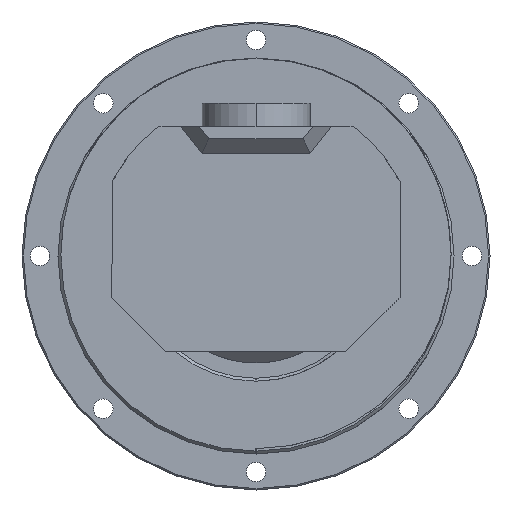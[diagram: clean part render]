
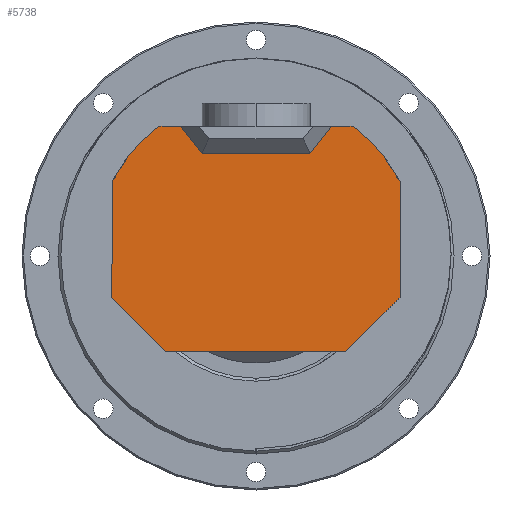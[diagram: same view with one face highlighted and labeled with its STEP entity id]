
A CAD part, left-side view. The second image highlights one B-rep face of the part: STEP entity #5738.
In plain terms, the highlighted planar face has unit normal (-1, 0, 0).
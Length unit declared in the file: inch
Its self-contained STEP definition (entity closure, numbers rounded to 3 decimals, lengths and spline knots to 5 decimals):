
#49 = CARTESIAN_POINT ( 'NONE',  ( -1.35018, -0.975, 0.56125 ) ) ;
#56 = CARTESIAN_POINT ( 'NONE',  ( -1.35018, -0.52456, 0.90066 ) ) ;
#70 = LINE ( 'NONE', #6111, #4720 ) ;
#96 = CARTESIAN_POINT ( 'NONE',  ( -1.35018, -1., -0.29039 ) ) ;
#104 = LINE ( 'NONE', #773, #5511 ) ;
#113 = DIRECTION ( 'NONE',  ( 0., -0.707, 0.707 ) ) ;
#122 = VECTOR ( 'NONE', #3554, 39.37008 ) ;
#287 = CARTESIAN_POINT ( 'NONE',  ( -1.35018, 0.375, 0.71316 ) ) ;
#415 = VERTEX_POINT ( 'NONE', #2632 ) ;
#449 = VERTEX_POINT ( 'NONE', #3098 ) ;
#528 = ORIENTED_EDGE ( 'NONE', *, *, #7260, .T. ) ;
#648 = VECTOR ( 'NONE', #6481, 39.37008 ) ;
#703 = LINE ( 'NONE', #1257, #1998 ) ;
#773 = CARTESIAN_POINT ( 'NONE',  ( -1.35018, 0.625, -0.66539 ) ) ;
#796 = ORIENTED_EDGE ( 'NONE', *, *, #1081, .T. ) ;
#824 = CARTESIAN_POINT ( 'NONE',  ( -1.35018, 0., 0. ) ) ;
#855 = ORIENTED_EDGE ( 'NONE', *, *, #6404, .T. ) ;
#922 = ORIENTED_EDGE ( 'NONE', *, *, #3055, .T. ) ;
#984 = ORIENTED_EDGE ( 'NONE', *, *, #3663, .T. ) ;
#1033 = VERTEX_POINT ( 'NONE', #2680 ) ;
#1081 = EDGE_CURVE ( 'NONE', #1910, #3509, #6941, .T. ) ;
#1087 = CARTESIAN_POINT ( 'NONE',  ( -1.35018, -1., -0.29039 ) ) ;
#1186 = CARTESIAN_POINT ( 'NONE',  ( -1.35018, -0.625, -0.66539 ) ) ;
#1257 = CARTESIAN_POINT ( 'NONE',  ( -1.35018, -1., 0.51539 ) ) ;
#1333 = LINE ( 'NONE', #2424, #3391 ) ;
#1431 = CIRCLE ( 'NONE', #6494, 1.125 ) ;
#1445 = ORIENTED_EDGE ( 'NONE', *, *, #6023, .T. ) ;
#1449 = EDGE_CURVE ( 'NONE', #3509, #2304, #5037, .T. ) ;
#1459 = VERTEX_POINT ( 'NONE', #7358 ) ;
#1646 = CARTESIAN_POINT ( 'NONE',  ( -1.35018, -0.52456, 0.90066 ) ) ;
#1651 = VECTOR ( 'NONE', #113, 39.37008 ) ;
#1697 = LINE ( 'NONE', #1087, #122 ) ;
#1732 = VECTOR ( 'NONE', #3271, 39.37008 ) ;
#1840 = CARTESIAN_POINT ( 'NONE',  ( -1.35018, -0.975, 0.54494 ) ) ;
#1864 = AXIS2_PLACEMENT_3D ( 'NONE', #5592, #2725, #3310 ) ;
#1910 = VERTEX_POINT ( 'NONE', #5150 ) ;
#1963 = ORIENTED_EDGE ( 'NONE', *, *, #4426, .T. ) ;
#1998 = VECTOR ( 'NONE', #4234, 39.37008 ) ;
#2041 = LINE ( 'NONE', #3201, #4322 ) ;
#2060 = EDGE_CURVE ( 'NONE', #5627, #449, #1697, .T. ) ;
#2119 = LINE ( 'NONE', #6289, #7556 ) ;
#2123 = FACE_OUTER_BOUND ( 'NONE', #3775, .T. ) ;
#2156 = VERTEX_POINT ( 'NONE', #2280 ) ;
#2182 = CARTESIAN_POINT ( 'NONE',  ( -1.35018, -0.375, 0.71316 ) ) ;
#2279 = ORIENTED_EDGE ( 'NONE', *, *, #2390, .T. ) ;
#2280 = CARTESIAN_POINT ( 'NONE',  ( -1.35018, -0.67412, 0.90066 ) ) ;
#2283 = LINE ( 'NONE', #7004, #6412 ) ;
#2304 = VERTEX_POINT ( 'NONE', #3282 ) ;
#2354 = DIRECTION ( 'NONE',  ( 0., 0.624, 0.782 ) ) ;
#2390 = EDGE_CURVE ( 'NONE', #415, #5192, #2119, .T. ) ;
#2401 = ORIENTED_EDGE ( 'NONE', *, *, #4261, .T. ) ;
#2424 = CARTESIAN_POINT ( 'NONE',  ( -1.35018, 0.375, 0.71316 ) ) ;
#2485 = DIRECTION ( 'NONE',  ( 0., 0., -1. ) ) ;
#2622 = DIRECTION ( 'NONE',  ( 1., 0., 0. ) ) ;
#2632 = CARTESIAN_POINT ( 'NONE',  ( -1.35018, 0.975, 0.56125 ) ) ;
#2666 = EDGE_CURVE ( 'NONE', #415, #1459, #1431, .T. ) ;
#2680 = CARTESIAN_POINT ( 'NONE',  ( -1.35018, -0.625, -0.66539 ) ) ;
#2718 = ORIENTED_EDGE ( 'NONE', *, *, #1449, .T. ) ;
#2722 = LINE ( 'NONE', #6002, #648 ) ;
#2725 = DIRECTION ( 'NONE',  ( 1., 0., 0. ) ) ;
#2837 = CARTESIAN_POINT ( 'NONE',  ( -1.35018, 1., 0.51539 ) ) ;
#3055 = EDGE_CURVE ( 'NONE', #2304, #1033, #104, .T. ) ;
#3098 = CARTESIAN_POINT ( 'NONE',  ( -1.35018, -1., 0.51539 ) ) ;
#3201 = CARTESIAN_POINT ( 'NONE',  ( -1.35018, -0.375, 0.71316 ) ) ;
#3207 = PLANE ( 'NONE',  #4501 ) ;
#3271 = DIRECTION ( 'NONE',  ( 0., 0., -1. ) ) ;
#3282 = CARTESIAN_POINT ( 'NONE',  ( -1.35018, 0.625, -0.66539 ) ) ;
#3289 = EDGE_CURVE ( 'NONE', #7288, #6705, #2283, .T. ) ;
#3310 = DIRECTION ( 'NONE',  ( 0., 0., -1. ) ) ;
#3391 = VECTOR ( 'NONE', #4203, 39.37008 ) ;
#3509 = VERTEX_POINT ( 'NONE', #3940 ) ;
#3551 = LINE ( 'NONE', #6998, #4214 ) ;
#3554 = DIRECTION ( 'NONE',  ( 0., 0., 1. ) ) ;
#3663 = EDGE_CURVE ( 'NONE', #6705, #1459, #3551, .T. ) ;
#3775 = EDGE_LOOP ( 'NONE', ( #2279, #1963, #796, #2718, #922, #855, #7612, #2401, #4481, #4074, #5492, #528, #1445, #6257, #984, #6755 ) ) ;
#3940 = CARTESIAN_POINT ( 'NONE',  ( -1.35018, 1., -0.29039 ) ) ;
#3992 = EDGE_CURVE ( 'NONE', #2156, #6409, #5821, .T. ) ;
#4074 = ORIENTED_EDGE ( 'NONE', *, *, #3992, .F. ) ;
#4203 = DIRECTION ( 'NONE',  ( 0., 1., 0. ) ) ;
#4214 = VECTOR ( 'NONE', #5787, 39.37008 ) ;
#4234 = DIRECTION ( 'NONE',  ( 0., 0.646, 0.764 ) ) ;
#4261 = EDGE_CURVE ( 'NONE', #449, #5989, #703, .T. ) ;
#4322 = VECTOR ( 'NONE', #6140, 39.37008 ) ;
#4426 = EDGE_CURVE ( 'NONE', #5192, #1910, #70, .T. ) ;
#4481 = ORIENTED_EDGE ( 'NONE', *, *, #5081, .T. ) ;
#4501 = AXIS2_PLACEMENT_3D ( 'NONE', #5604, #2622, #7344 ) ;
#4512 = LINE ( 'NONE', #1646, #6086 ) ;
#4623 = CARTESIAN_POINT ( 'NONE',  ( -1.35018, 0.52456, 0.90066 ) ) ;
#4710 = VERTEX_POINT ( 'NONE', #56 ) ;
#4720 = VECTOR ( 'NONE', #4801, 39.37008 ) ;
#4801 = DIRECTION ( 'NONE',  ( 0., 0.646, -0.764 ) ) ;
#4812 = CARTESIAN_POINT ( 'NONE',  ( -1.35018, 0.975, 0.54494 ) ) ;
#4942 = DIRECTION ( 'NONE',  ( 0., 0., -1. ) ) ;
#5003 = CARTESIAN_POINT ( 'NONE',  ( -1.35018, 1., -0.29039 ) ) ;
#5037 = LINE ( 'NONE', #5003, #7534 ) ;
#5081 = EDGE_CURVE ( 'NONE', #5989, #6409, #2722, .T. ) ;
#5150 = CARTESIAN_POINT ( 'NONE',  ( -1.35018, 1., 0.51539 ) ) ;
#5192 = VERTEX_POINT ( 'NONE', #4812 ) ;
#5389 = LINE ( 'NONE', #1186, #1651 ) ;
#5492 = ORIENTED_EDGE ( 'NONE', *, *, #6217, .T. ) ;
#5511 = VECTOR ( 'NONE', #6578, 39.37008 ) ;
#5539 = DIRECTION ( 'NONE',  ( 1., 0., 0. ) ) ;
#5592 = CARTESIAN_POINT ( 'NONE',  ( -1.35018, 0., 0. ) ) ;
#5604 = CARTESIAN_POINT ( 'NONE',  ( -1.35018, 0., 0. ) ) ;
#5627 = VERTEX_POINT ( 'NONE', #96 ) ;
#5738 = ADVANCED_FACE ( 'NONE', ( #2123 ), #3207, .F. ) ;
#5775 = DIRECTION ( 'NONE',  ( 0., 1., 0. ) ) ;
#5787 = DIRECTION ( 'NONE',  ( 0., 1., 0. ) ) ;
#5821 = CIRCLE ( 'NONE', #1864, 1.125 ) ;
#5989 = VERTEX_POINT ( 'NONE', #1840 ) ;
#6002 = CARTESIAN_POINT ( 'NONE',  ( -1.35018, -0.975, 0. ) ) ;
#6023 = EDGE_CURVE ( 'NONE', #6688, #7288, #1333, .T. ) ;
#6086 = VECTOR ( 'NONE', #5775, 39.37008 ) ;
#6111 = CARTESIAN_POINT ( 'NONE',  ( -1.35018, 0.67412, 0.90066 ) ) ;
#6140 = DIRECTION ( 'NONE',  ( 0., 0.624, -0.782 ) ) ;
#6217 = EDGE_CURVE ( 'NONE', #2156, #4710, #4512, .T. ) ;
#6257 = ORIENTED_EDGE ( 'NONE', *, *, #3289, .T. ) ;
#6289 = CARTESIAN_POINT ( 'NONE',  ( -1.35018, 0.975, 0. ) ) ;
#6404 = EDGE_CURVE ( 'NONE', #1033, #5627, #5389, .T. ) ;
#6409 = VERTEX_POINT ( 'NONE', #49 ) ;
#6412 = VECTOR ( 'NONE', #2354, 39.37008 ) ;
#6481 = DIRECTION ( 'NONE',  ( 0., 0., 1. ) ) ;
#6494 = AXIS2_PLACEMENT_3D ( 'NONE', #824, #5539, #2485 ) ;
#6578 = DIRECTION ( 'NONE',  ( 0., -1., 0. ) ) ;
#6688 = VERTEX_POINT ( 'NONE', #2182 ) ;
#6705 = VERTEX_POINT ( 'NONE', #4623 ) ;
#6755 = ORIENTED_EDGE ( 'NONE', *, *, #2666, .F. ) ;
#6941 = LINE ( 'NONE', #2837, #1732 ) ;
#6998 = CARTESIAN_POINT ( 'NONE',  ( -1.35018, 1., 0.90066 ) ) ;
#7004 = CARTESIAN_POINT ( 'NONE',  ( -1.35018, 0.52456, 0.90066 ) ) ;
#7260 = EDGE_CURVE ( 'NONE', #4710, #6688, #2041, .T. ) ;
#7288 = VERTEX_POINT ( 'NONE', #287 ) ;
#7344 = DIRECTION ( 'NONE',  ( 0., 0., -1. ) ) ;
#7358 = CARTESIAN_POINT ( 'NONE',  ( -1.35018, 0.67412, 0.90066 ) ) ;
#7391 = DIRECTION ( 'NONE',  ( 0., -0.707, -0.707 ) ) ;
#7534 = VECTOR ( 'NONE', #7391, 39.37008 ) ;
#7556 = VECTOR ( 'NONE', #4942, 39.37008 ) ;
#7612 = ORIENTED_EDGE ( 'NONE', *, *, #2060, .T. ) ;
